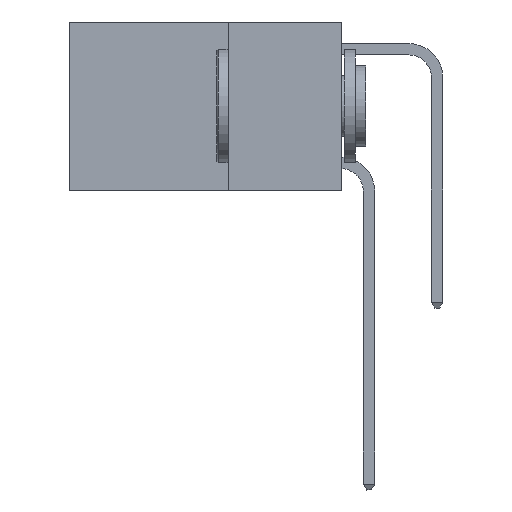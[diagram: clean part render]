
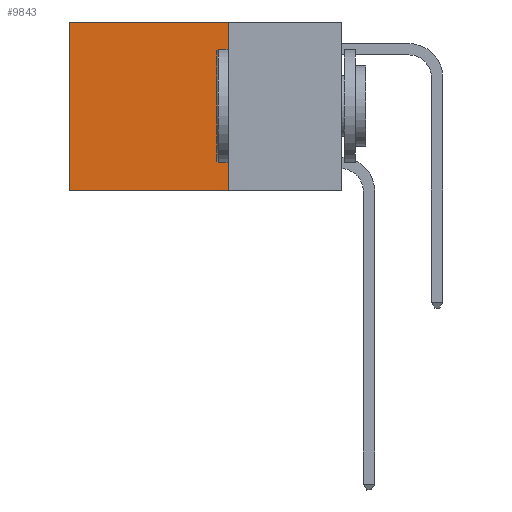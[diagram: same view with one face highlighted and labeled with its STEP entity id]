
A CAD part, left-side view. The second image highlights one B-rep face of the part: STEP entity #9843.
In plain terms, the highlighted planar face has unit normal (-1, 0, 0).
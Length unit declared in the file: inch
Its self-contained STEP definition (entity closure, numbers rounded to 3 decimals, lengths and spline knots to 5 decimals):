
#18 = VERTEX_POINT ( 'NONE', #17961 ) ;
#648 = PLANE ( 'NONE',  #6766 ) ;
#744 = DIRECTION ( 'NONE',  ( 1., 0., 0. ) ) ;
#1463 = CARTESIAN_POINT ( 'NONE',  ( 0.2625, 0.25, 0. ) ) ;
#2327 = ORIENTED_EDGE ( 'NONE', *, *, #16419, .T. ) ;
#3136 = EDGE_CURVE ( 'NONE', #17820, #3812, #6847, .T. ) ;
#3803 = CARTESIAN_POINT ( 'NONE',  ( 0.2625, 0.25, -0.37 ) ) ;
#3812 = VERTEX_POINT ( 'NONE', #3803 ) ;
#4009 = CARTESIAN_POINT ( 'NONE',  ( 0.2625, 0.25, 0. ) ) ;
#4479 = ORIENTED_EDGE ( 'NONE', *, *, #20690, .F. ) ;
#4938 = CARTESIAN_POINT ( 'NONE',  ( 0.2625, 0.25, 0. ) ) ;
#6013 = EDGE_CURVE ( 'NONE', #17820, #18, #16491, .T. ) ;
#6061 = LINE ( 'NONE', #11078, #18729 ) ;
#6766 = AXIS2_PLACEMENT_3D ( 'NONE', #4009, #744, #13927 ) ;
#6847 = LINE ( 'NONE', #16851, #11099 ) ;
#7297 = FACE_OUTER_BOUND ( 'NONE', #18918, .T. ) ;
#8777 = CARTESIAN_POINT ( 'NONE',  ( 0.2625, 0.25, -0.37 ) ) ;
#9843 = ADVANCED_FACE ( 'NONE', ( #7297 ), #648, .F. ) ;
#10533 = VECTOR ( 'NONE', #20206, 39.37008 ) ;
#11078 = CARTESIAN_POINT ( 'NONE',  ( 0.2625, 0.6, 0. ) ) ;
#11099 = VECTOR ( 'NONE', #16736, 39.37008 ) ;
#11171 = DIRECTION ( 'NONE',  ( 0., 0., -1. ) ) ;
#13286 = VECTOR ( 'NONE', #21377, 39.37008 ) ;
#13578 = LINE ( 'NONE', #8777, #10533 ) ;
#13927 = DIRECTION ( 'NONE',  ( 0., 0., -1. ) ) ;
#14653 = CARTESIAN_POINT ( 'NONE',  ( 0.2625, 0.6, -0.37 ) ) ;
#15000 = VERTEX_POINT ( 'NONE', #14653 ) ;
#16419 = EDGE_CURVE ( 'NONE', #18, #15000, #6061, .T. ) ;
#16491 = LINE ( 'NONE', #1463, #13286 ) ;
#16736 = DIRECTION ( 'NONE',  ( 0., 0., -1. ) ) ;
#16851 = CARTESIAN_POINT ( 'NONE',  ( 0.2625, 0.25, 0. ) ) ;
#17820 = VERTEX_POINT ( 'NONE', #4938 ) ;
#17961 = CARTESIAN_POINT ( 'NONE',  ( 0.2625, 0.6, 0. ) ) ;
#18351 = ORIENTED_EDGE ( 'NONE', *, *, #6013, .T. ) ;
#18729 = VECTOR ( 'NONE', #11171, 39.37008 ) ;
#18918 = EDGE_LOOP ( 'NONE', ( #2327, #4479, #19387, #18351 ) ) ;
#19387 = ORIENTED_EDGE ( 'NONE', *, *, #3136, .F. ) ;
#20206 = DIRECTION ( 'NONE',  ( 0., 1., 0. ) ) ;
#20690 = EDGE_CURVE ( 'NONE', #3812, #15000, #13578, .T. ) ;
#21377 = DIRECTION ( 'NONE',  ( 0., 1., 0. ) ) ;
